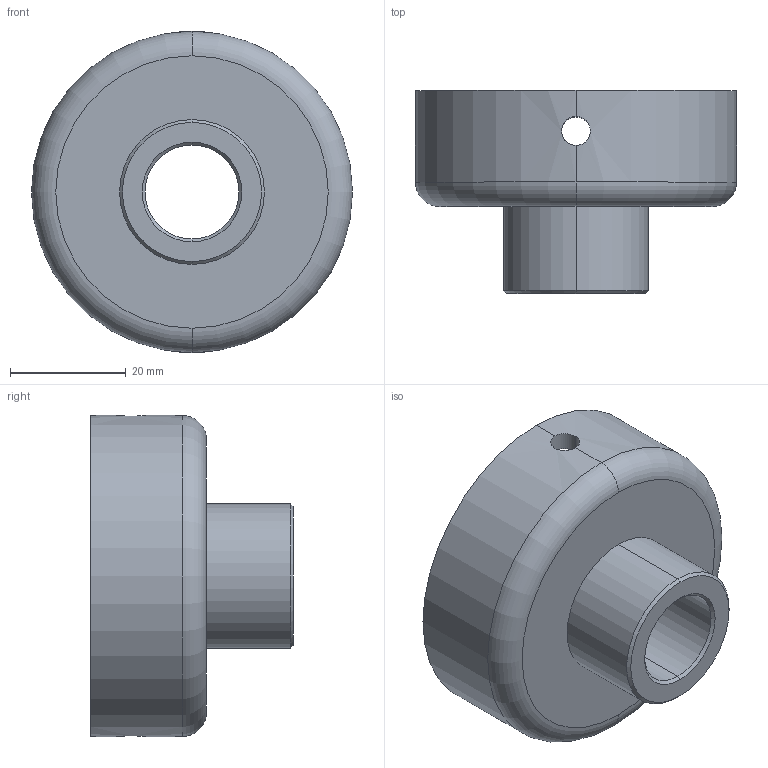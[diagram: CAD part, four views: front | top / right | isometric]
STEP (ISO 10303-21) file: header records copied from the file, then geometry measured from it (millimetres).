
FILE_DESCRIPTION (( 'STEP AP203' ), '1' );
FILE_NAME ('KC-275-J-1.STEP', '2016-12-01T00:36:43', ( '' ), ( '' ), 'SwSTEP 2.0', 'SolidWorks 2014', '' );
FILE_SCHEMA (( 'CONFIG_CONTROL_DESIGN' ));
Length unit declared in the file: millimetre
Products named in the file (3): KC-275-J-1_受け座; KC-275-J-1; KC-275-J-1_ボス
Assembly tree (2 placements, depth 2):
  KC-275-J-1
    KC-275-J-1_受け座
    KC-275-J-1_ボス
Bounding box: 55.4 x 35 x 55.4 mm (x, y, z)
Volume: 19000.3 mm3; surface area: 12978.9 mm2
Topology: 2 solids, 2 shells, 39 faces, 94 edges, 56 vertices
Faces by surface type: cylinder 16, cone 12, torus 6, plane 5
Entity records: 1687 total; most frequent: CARTESIAN_POINT 458, DIRECTION 212, ORIENTED_EDGE 188, EDGE_CURVE 94, AXIS2_PLACEMENT_3D 90, VERTEX_POINT 56, CIRCLE 46, EDGE_LOOP 44
